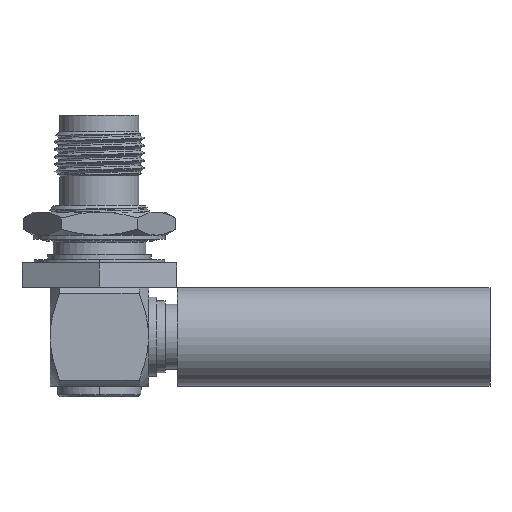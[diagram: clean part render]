
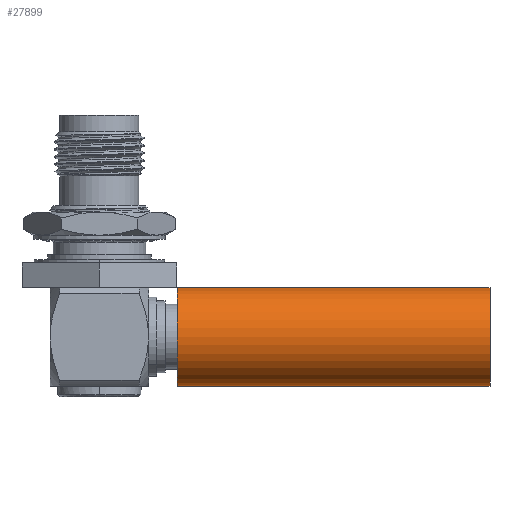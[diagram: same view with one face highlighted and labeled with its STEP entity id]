
A CAD part, top view. The second image highlights one B-rep face of the part: STEP entity #27899.
In plain terms, the highlighted cylindrical face has radius 6 mm (diameter 12 mm), a partial arc.
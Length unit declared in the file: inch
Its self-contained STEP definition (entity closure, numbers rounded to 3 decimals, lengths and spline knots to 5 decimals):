
#11638=CARTESIAN_POINT('',(0.61024,0.,0.));
#11639=DIRECTION('',(-1.,0.,0.));
#11640=DIRECTION('',(0.,-1.,0.));
#11641=AXIS2_PLACEMENT_3D('',#11638,#11639,#11640);
#11648=DIRECTION('',(-1.,0.,0.));
#11649=VECTOR('',#11648,1.5);
#11650=CARTESIAN_POINT('',(2.11024,-0.23622,0.));
#11651=LINE('',#11650,#11649);
#11652=DIRECTION('',(-1.,0.,0.));
#11653=VECTOR('',#11652,1.5);
#11654=CARTESIAN_POINT('',(2.11024,0.23622,0.));
#11655=LINE('',#11654,#11653);
#11656=CARTESIAN_POINT('',(2.11024,0.,0.));
#11657=DIRECTION('',(-1.,0.,0.));
#11658=DIRECTION('',(0.,-1.,0.));
#11659=AXIS2_PLACEMENT_3D('',#11656,#11657,#11658);
#13811=CARTESIAN_POINT('',(2.11024,-0.23622,0.));
#13812=CARTESIAN_POINT('',(0.61024,-0.23622,0.));
#13813=VERTEX_POINT('',#13811);
#13814=VERTEX_POINT('',#13812);
#13815=CARTESIAN_POINT('',(2.11024,0.23622,0.));
#13816=CARTESIAN_POINT('',(0.61024,0.23622,0.));
#13817=VERTEX_POINT('',#13815);
#13818=VERTEX_POINT('',#13816);
#27885=CARTESIAN_POINT('',(0.53524,0.,0.));
#27886=DIRECTION('',(1.,0.,0.));
#27887=DIRECTION('',(0.,1.,0.));
#27888=AXIS2_PLACEMENT_3D('',#27885,#27886,#27887);
#27889=CYLINDRICAL_SURFACE('',#27888,0.23622);
#27891=ORIENTED_EDGE('',*,*,#27890,.T.);
#27892=ORIENTED_EDGE('',*,*,#27873,.T.);
#27894=ORIENTED_EDGE('',*,*,#27893,.F.);
#27896=ORIENTED_EDGE('',*,*,#27895,.F.);
#27897=EDGE_LOOP('',(#27891,#27892,#27894,#27896));
#27898=FACE_OUTER_BOUND('',#27897,.F.);
#27899=ADVANCED_FACE('',(#27898),#27889,.T.);
#11642=CIRCLE('',#11641,0.23622);
#11660=CIRCLE('',#11659,0.23622);
#27873=EDGE_CURVE('',#13814,#13818,#11642,.T.);
#27890=EDGE_CURVE('',#13813,#13814,#11651,.T.);
#27893=EDGE_CURVE('',#13817,#13818,#11655,.T.);
#27895=EDGE_CURVE('',#13813,#13817,#11660,.T.);
